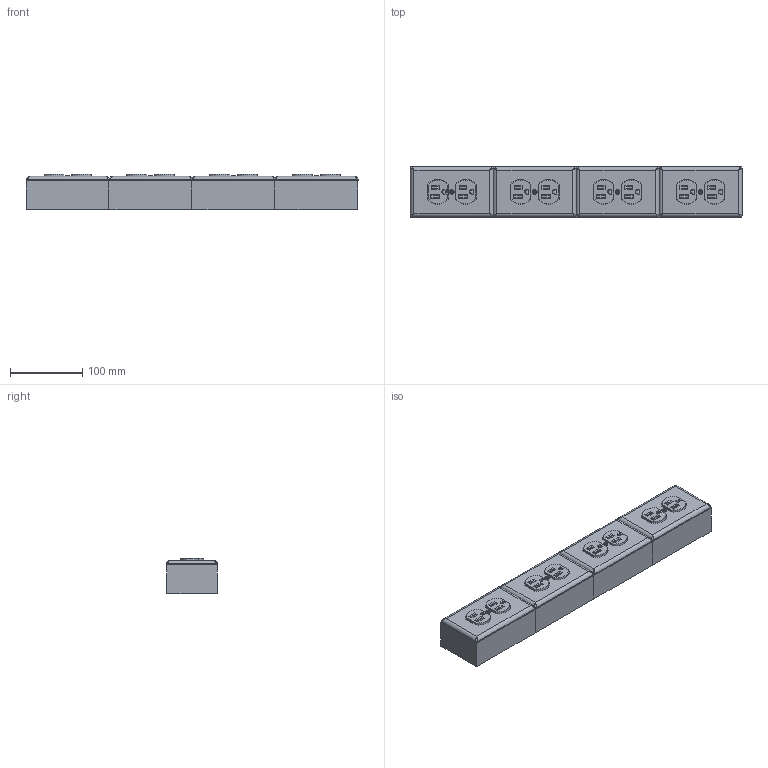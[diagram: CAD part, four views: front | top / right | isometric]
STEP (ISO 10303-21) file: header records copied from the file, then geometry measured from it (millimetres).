
FILE_DESCRIPTION(('FreeCAD Model'),'2;1');
FILE_NAME('Open CASCADE Shape Model','2025-10-10T20:16:55',(''),(''), 'Open CASCADE STEP processor 7.8','FreeCAD','Unknown');
FILE_SCHEMA(('AP242_MANAGED_MODEL_BASED_3D_ENGINEERING_MIM_LF. {1 0 10303 442 1 1 4 }'));
Length unit declared in the file: millimetre
Products named in the file (5): _tomas; caja_tomacorriente1_001; caja_tomacorriente1_002; caja_tomacorriente1_003; caja_tomacorriente1_004
Assembly tree (4 placements, depth 2):
  _tomas
    caja_tomacorriente1_001
    caja_tomacorriente1_002
    caja_tomacorriente1_003
    caja_tomacorriente1_004
Bounding box: 460.49 x 70.29 x 48.85 mm (x, y, z)
Volume: 1320878.1 mm3; surface area: 265342.3 mm2
Topology: 32 solids, 64 shells, 1604 faces, 3844 edges, 2380 vertices
Faces by surface type: plane 1000, cylinder 436, sphere 64, torus 56, cone 32, bspline 16
Entity records: 47102 total; most frequent: CARTESIAN_POINT 8609, DIRECTION 8486, ORIENTED_EDGE 7640, EDGE_CURVE 3820, AXIS2_PLACEMENT_3D 3121, VERTEX_POINT 2380, LINE 2244, VECTOR 2244
